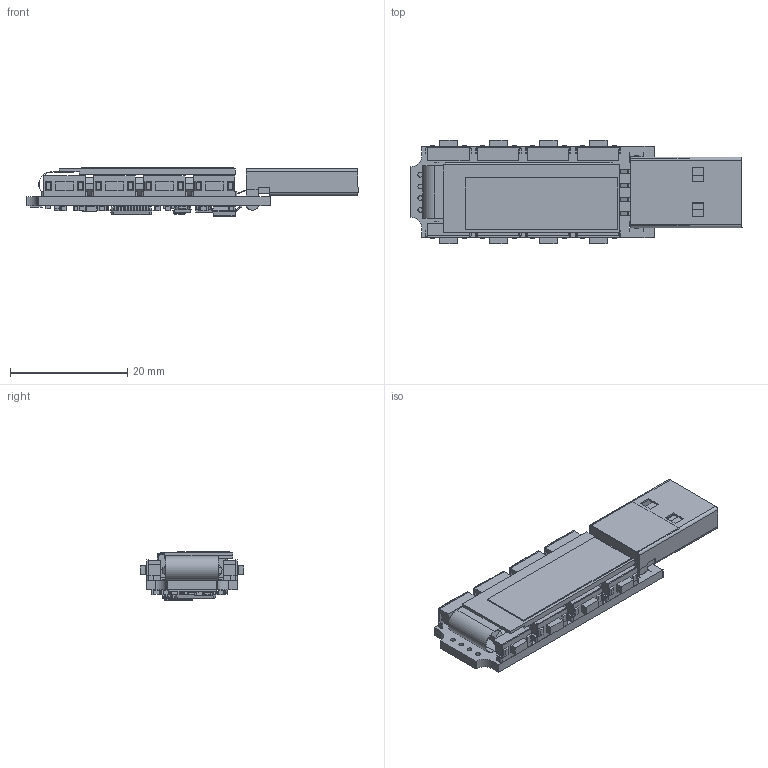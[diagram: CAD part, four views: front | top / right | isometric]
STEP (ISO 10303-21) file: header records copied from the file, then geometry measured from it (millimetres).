
FILE_DESCRIPTION(('Open CASCADE Model'),'2;1');
FILE_NAME('Open CASCADE Shape Model','2022-03-03T13:26:12',('Author'),( 'Open CASCADE'),'Open CASCADE STEP processor 6.8','Open CASCADE 6.8' ,'Unknown');
FILE_SCHEMA(('AUTOMOTIVE_DESIGN { 1 0 10303 214 1 1 1 1 }'));
Length unit declared in the file: millimetre
Products named in the file (75): PCB; Board; Open CASCADE STEP translator 6.8 2.1.1; C8; User_Library-cap_0603-1; C6; R8; User_Library-RESC1608X05N; C12; C13; SW4; Button; SW3; SW2; SW5; SW8; SW7; SW6; R6; Q1; 6128005264; Body; PinsArrayL; FilletPinR; C2; XP1; 7685011328; Extruded; XP2; 6230459632; Y1; 6128005344; Pins; C10; C9; DD2; 6088604720; PinsArrayLR; ThermalPad; C11 ...
Assembly tree (106 placements, depth 4):
  PCB
    Board
      Open CASCADE STEP translator 6.8 2.1.1
    C8
      User_Library-cap_0603-1
    C6
      User_Library-cap_0603-1
    R8
      User_Library-RESC1608X05N
    C12
      User_Library-cap_0603-1
    C13
      User_Library-cap_0603-1
    SW4
      Button
    SW3
      Button
    SW2
      Button
    SW5
      Button
    SW8
      Button
    SW7
      Button
    SW6
      Button
    R6
      User_Library-RESC1608X05N
    Q1
      6128005264
        Body
        PinsArrayL
        FilletPinR
    C2
      User_Library-cap_0603-1
    XP1
      7685011328
        Extruded
    XP2
      6230459632
        Extruded
    Y1
      6128005344
        Body
        Pins
    C10
      User_Library-cap_0603-1
    C9
      User_Library-cap_0603-1
    DD2
      6088604720
        Body
        PinsArrayLR
        ThermalPad
    C11
      User_Library-cap_0603-1
    C3
      User_Library-cap_0603-1
    C1
Bounding box: 56.53 x 17.58 x 8.24 mm (x, y, z)
Volume: 3521.8 mm3; surface area: 7249 mm2
Topology: 82 solids, 82 shells, 5080 faces, 12808 edges, 7834 vertices
Faces by surface type: plane 2329, bspline 1370, cylinder 1221, sphere 144, cone 16
Full cylindrical faces by diameter (mm): 0.16 x1, 0.163 x1, 0.487 x1, 0.8 x36, 1.1 x2, 1.4 x2
Entity records: 60367 total; most frequent: CARTESIAN_POINT 11559, ORIENTED_EDGE 9268, DIRECTION 8631, EDGE_CURVE 4630, LINE 3423, VECTOR 3423, VERTEX_POINT 2940, AXIS2_PLACEMENT_3D 2604
